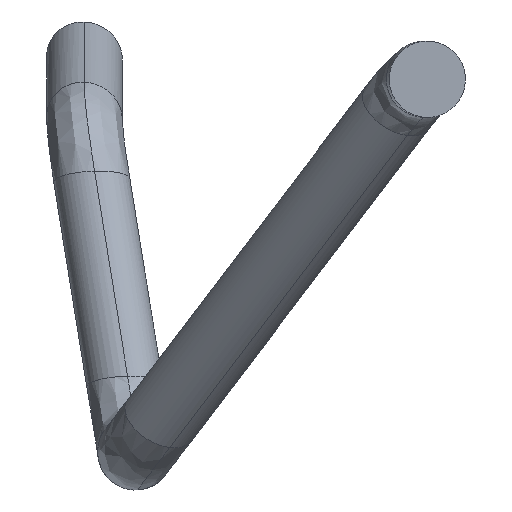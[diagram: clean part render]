
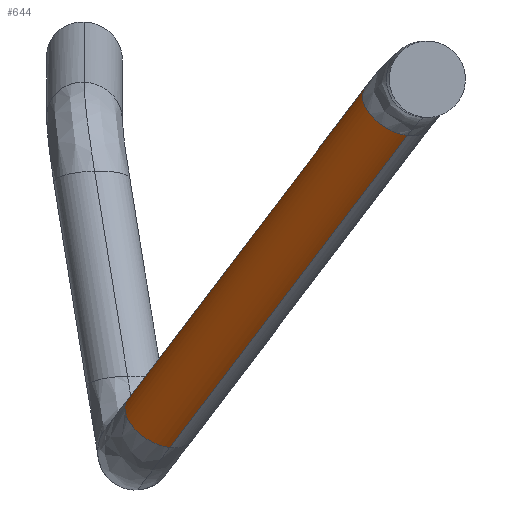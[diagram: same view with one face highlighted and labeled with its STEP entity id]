
A CAD part, front view. The second image highlights one B-rep face of the part: STEP entity #644.
In plain terms, the highlighted free-form (B-spline) face has degree [3, 1] with [4, 2] control points.
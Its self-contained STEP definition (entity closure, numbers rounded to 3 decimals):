
#48 = EDGE_CURVE ( 'NONE', #435, #390, #350, .T. ) ;
#72 = CARTESIAN_POINT ( 'NONE',  ( -328.74, 2226.012, -1304.679 ) ) ;
#75 = ORIENTED_EDGE ( 'NONE', *, *, #48, .T. ) ;
#80 = ORIENTED_EDGE ( 'NONE', *, *, #104, .F. ) ;
#82 = CARTESIAN_POINT ( 'NONE',  ( -328.74, 2226.012, -1304.679 ) ) ;
#104 = EDGE_CURVE ( 'NONE', #242, #390, #342, .T. ) ;
#146 = CARTESIAN_POINT ( 'NONE',  ( -355.372, 2176.432, -1331.333 ) ) ;
#164 =( BOUNDED_SURFACE ( )  B_SPLINE_SURFACE ( 3, 1, ( 
 ( #676, #82 ),
 ( #438, #445 ),
 ( #322, #146 ),
 ( #333, #671 ) ),
 .UNSPECIFIED., .F., .F., .T. ) 
 B_SPLINE_SURFACE_WITH_KNOTS ( ( 4, 4 ),
 ( 2, 2 ),
 ( 0., 1. ),
 ( 0., 1. ),
 .UNSPECIFIED. ) 
 GEOMETRIC_REPRESENTATION_ITEM ( )  RATIONAL_B_SPLINE_SURFACE ( (
 ( 1., 1.),
 ( 0.333, 0.333),
 ( 0.333, 0.333),
 ( 1., 1.) ) ) 
 REPRESENTATION_ITEM ( '' )  SURFACE ( )  );
#214 = ORIENTED_EDGE ( 'NONE', *, *, #703, .T. ) ;
#242 = VERTEX_POINT ( 'NONE', #460 ) ;
#258 = ORIENTED_EDGE ( 'NONE', *, *, #566, .F. ) ;
#265 = CARTESIAN_POINT ( 'NONE',  ( -191.504, 2080.506, -1124.41 ) ) ;
#279 = CARTESIAN_POINT ( 'NONE',  ( -229.857, 2059.414, -1119.6 ) ) ;
#317 = CARTESIAN_POINT ( 'NONE',  ( -179.783, 2052.017, -1155.873 ) ) ;
#322 = CARTESIAN_POINT ( 'NONE',  ( -218.137, 2030.925, -1151.063 ) ) ;
#333 = CARTESIAN_POINT ( 'NONE',  ( -179.783, 2052.017, -1155.873 ) ) ;
#337 = VERTEX_POINT ( 'NONE', #649 ) ;
#342 =( BOUNDED_CURVE ( )  B_SPLINE_CURVE ( 3, ( #573, #279, #348, #409 ),
 .UNSPECIFIED., .F., .T. ) 
 B_SPLINE_CURVE_WITH_KNOTS ( ( 4, 4 ),
 ( 0., 3.142 ),
 .UNSPECIFIED. ) 
 CURVE ( )  GEOMETRIC_REPRESENTATION_ITEM ( )  RATIONAL_B_SPLINE_CURVE ( ( 1., 0.333, 0.333, 1. ) ) 
 REPRESENTATION_ITEM ( '' )  );
#348 = CARTESIAN_POINT ( 'NONE',  ( -218.137, 2030.925, -1151.063 ) ) ;
#350 = B_SPLINE_CURVE_WITH_KNOTS ( 'NONE', 1,
 ( #626, #406 ),
 .UNSPECIFIED., .F., .F.,
 ( 2, 2 ),
 ( 0., 1. ),
 .UNSPECIFIED. ) ;
#387 =( BOUNDED_CURVE ( )  B_SPLINE_CURVE ( 3, ( #431, #474, #419, #72 ),
 .UNSPECIFIED., .F., .T. ) 
 B_SPLINE_CURVE_WITH_KNOTS ( ( 4, 4 ),
 ( 0., 3.142 ),
 .UNSPECIFIED. ) 
 CURVE ( )  GEOMETRIC_REPRESENTATION_ITEM ( )  RATIONAL_B_SPLINE_CURVE ( ( 1., 0.333, 0.333, 1. ) ) 
 REPRESENTATION_ITEM ( '' )  );
#390 = VERTEX_POINT ( 'NONE', #317 ) ;
#406 = CARTESIAN_POINT ( 'NONE',  ( -179.783, 2052.017, -1155.873 ) ) ;
#409 = CARTESIAN_POINT ( 'NONE',  ( -179.783, 2052.017, -1155.873 ) ) ;
#419 = CARTESIAN_POINT ( 'NONE',  ( -367.093, 2204.921, -1299.869 ) ) ;
#431 = CARTESIAN_POINT ( 'NONE',  ( -317.019, 2197.524, -1336.143 ) ) ;
#435 = VERTEX_POINT ( 'NONE', #493 ) ;
#438 = CARTESIAN_POINT ( 'NONE',  ( -229.857, 2059.414, -1119.6 ) ) ;
#445 = CARTESIAN_POINT ( 'NONE',  ( -367.093, 2204.921, -1299.869 ) ) ;
#460 = CARTESIAN_POINT ( 'NONE',  ( -191.504, 2080.506, -1124.41 ) ) ;
#474 = CARTESIAN_POINT ( 'NONE',  ( -355.372, 2176.432, -1331.333 ) ) ;
#493 = CARTESIAN_POINT ( 'NONE',  ( -317.019, 2197.524, -1336.143 ) ) ;
#495 = FACE_OUTER_BOUND ( 'NONE', #623, .T. ) ;
#560 = CARTESIAN_POINT ( 'NONE',  ( -328.74, 2226.012, -1304.679 ) ) ;
#566 = EDGE_CURVE ( 'NONE', #435, #337, #387, .T. ) ;
#573 = CARTESIAN_POINT ( 'NONE',  ( -191.504, 2080.506, -1124.41 ) ) ;
#623 = EDGE_LOOP ( 'NONE', ( #214, #258, #75, #80 ) ) ;
#626 = CARTESIAN_POINT ( 'NONE',  ( -317.019, 2197.524, -1336.143 ) ) ;
#644 = ADVANCED_FACE ( 'NONE', ( #495 ), #164, .F. ) ;
#649 = CARTESIAN_POINT ( 'NONE',  ( -328.74, 2226.012, -1304.679 ) ) ;
#671 = CARTESIAN_POINT ( 'NONE',  ( -317.019, 2197.524, -1336.143 ) ) ;
#676 = CARTESIAN_POINT ( 'NONE',  ( -191.504, 2080.506, -1124.41 ) ) ;
#702 = B_SPLINE_CURVE_WITH_KNOTS ( 'NONE', 1,
 ( #265, #560 ),
 .UNSPECIFIED., .F., .F.,
 ( 2, 2 ),
 ( 0., 1. ),
 .UNSPECIFIED. ) ;
#703 = EDGE_CURVE ( 'NONE', #242, #337, #702, .T. ) ;
